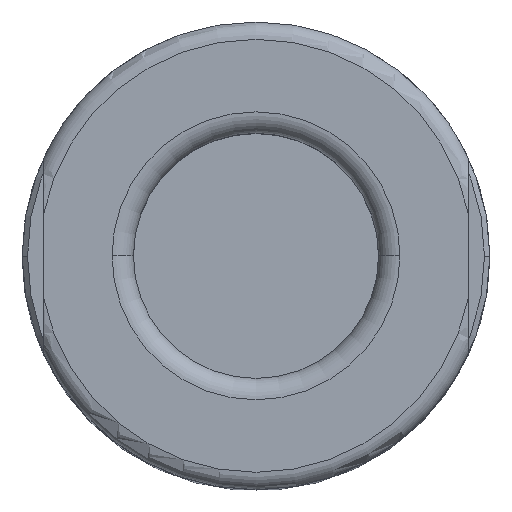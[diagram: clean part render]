
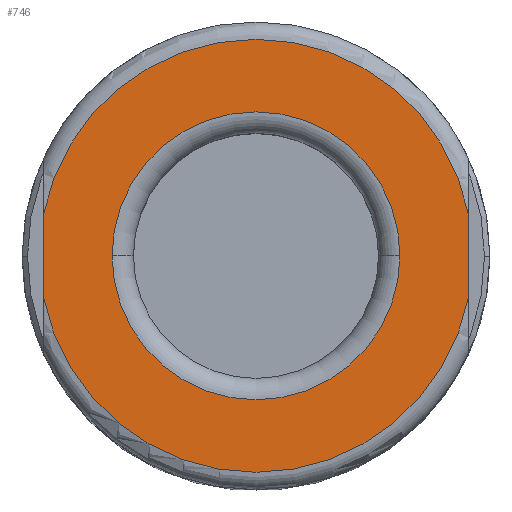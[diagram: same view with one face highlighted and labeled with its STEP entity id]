
A CAD part, top view. The second image highlights one B-rep face of the part: STEP entity #746.
In plain terms, the highlighted planar face has unit normal (0, 0, 1).
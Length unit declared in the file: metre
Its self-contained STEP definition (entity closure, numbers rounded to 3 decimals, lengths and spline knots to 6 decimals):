
#91 = DIRECTION ( 'NONE',  ( 0., 0., -1. ) ) ;
#342 = CARTESIAN_POINT ( 'NONE',  ( 0.00795, -0.0095, 0.0069 ) ) ;
#423 = EDGE_CURVE ( 'NONE', #1326, #8461, #1209, .T. ) ;
#746 = ADVANCED_FACE ( 'NONE', ( #1264, #776 ), #7905, .F. ) ;
#776 = FACE_BOUND ( 'NONE', #3809, .T. ) ;
#933 = VECTOR ( 'NONE', #1113, 1. ) ;
#1113 = DIRECTION ( 'NONE',  ( 0., 1., 0. ) ) ;
#1209 = CIRCLE ( 'NONE', #4534, 0.0081 ) ;
#1264 = FACE_OUTER_BOUND ( 'NONE', #4472, .T. ) ;
#1326 = VERTEX_POINT ( 'NONE', #4732 ) ;
#1365 = CARTESIAN_POINT ( 'NONE',  ( 0., 0., 0.0069 ) ) ;
#1636 = ORIENTED_EDGE ( 'NONE', *, *, #4081, .T. ) ;
#1880 = DIRECTION ( 'NONE',  ( -1., 0., 0. ) ) ;
#2043 = ORIENTED_EDGE ( 'NONE', *, *, #423, .F. ) ;
#2101 = CARTESIAN_POINT ( 'NONE',  ( -0.005385, 0., 0.0069 ) ) ;
#2129 = DIRECTION ( 'NONE',  ( -1., 0., 0. ) ) ;
#2454 = AXIS2_PLACEMENT_3D ( 'NONE', #7361, #2667, #8123 ) ;
#2477 = CARTESIAN_POINT ( 'NONE',  ( 0., 0., 0.0069 ) ) ;
#2589 = DIRECTION ( 'NONE',  ( 0., 0., -1. ) ) ;
#2667 = DIRECTION ( 'NONE',  ( 0., 0., -1. ) ) ;
#2990 = VERTEX_POINT ( 'NONE', #9331 ) ;
#3117 = VERTEX_POINT ( 'NONE', #5624 ) ;
#3336 = DIRECTION ( 'NONE',  ( 0., 0., -1. ) ) ;
#3699 = VERTEX_POINT ( 'NONE', #2101 ) ;
#3788 = VERTEX_POINT ( 'NONE', #7695 ) ;
#3809 = EDGE_LOOP ( 'NONE', ( #1636, #8345 ) ) ;
#3945 = VECTOR ( 'NONE', #6255, 1. ) ;
#4081 = EDGE_CURVE ( 'NONE', #3699, #3117, #7305, .T. ) ;
#4472 = EDGE_LOOP ( 'NONE', ( #2043, #6659, #6164, #5368 ) ) ;
#4534 = AXIS2_PLACEMENT_3D ( 'NONE', #2477, #2589, #1880 ) ;
#4691 = CARTESIAN_POINT ( 'NONE',  ( -0.00795, 0.0095, 0.0069 ) ) ;
#4711 = CIRCLE ( 'NONE', #9125, 0.0081 ) ;
#4732 = CARTESIAN_POINT ( 'NONE',  ( -0.00795, 0.001552, 0.0069 ) ) ;
#4736 = CARTESIAN_POINT ( 'NONE',  ( 0., 0., 0.0069 ) ) ;
#4877 = CARTESIAN_POINT ( 'NONE',  ( 0., 0.005385, 0.0069 ) ) ;
#5082 = LINE ( 'NONE', #342, #933 ) ;
#5368 = ORIENTED_EDGE ( 'NONE', *, *, #6311, .T. ) ;
#5531 = DIRECTION ( 'NONE',  ( -1., 0., 0. ) ) ;
#5624 = CARTESIAN_POINT ( 'NONE',  ( 0.005385, 0., 0.0069 ) ) ;
#5718 = AXIS2_PLACEMENT_3D ( 'NONE', #4736, #91, #5531 ) ;
#6031 = EDGE_CURVE ( 'NONE', #2990, #3788, #4711, .T. ) ;
#6164 = ORIENTED_EDGE ( 'NONE', *, *, #6031, .F. ) ;
#6179 = EDGE_CURVE ( 'NONE', #1326, #3788, #8116, .T. ) ;
#6255 = DIRECTION ( 'NONE',  ( 0., -1., 0. ) ) ;
#6311 = EDGE_CURVE ( 'NONE', #2990, #8461, #5082, .T. ) ;
#6416 = CIRCLE ( 'NONE', #5718, 0.005385 ) ;
#6659 = ORIENTED_EDGE ( 'NONE', *, *, #6179, .T. ) ;
#6828 = DIRECTION ( 'NONE',  ( 0., 0., -1. ) ) ;
#7305 = CIRCLE ( 'NONE', #2454, 0.005385 ) ;
#7361 = CARTESIAN_POINT ( 'NONE',  ( 0., 0., 0.0069 ) ) ;
#7480 = AXIS2_PLACEMENT_3D ( 'NONE', #4877, #3336, #7806 ) ;
#7695 = CARTESIAN_POINT ( 'NONE',  ( -0.00795, -0.001552, 0.0069 ) ) ;
#7771 = EDGE_CURVE ( 'NONE', #3117, #3699, #6416, .T. ) ;
#7806 = DIRECTION ( 'NONE',  ( -1., 0., 0. ) ) ;
#7905 = PLANE ( 'NONE',  #7480 ) ;
#8116 = LINE ( 'NONE', #4691, #3945 ) ;
#8123 = DIRECTION ( 'NONE',  ( -1., 0., 0. ) ) ;
#8345 = ORIENTED_EDGE ( 'NONE', *, *, #7771, .T. ) ;
#8461 = VERTEX_POINT ( 'NONE', #9597 ) ;
#9125 = AXIS2_PLACEMENT_3D ( 'NONE', #1365, #6828, #2129 ) ;
#9331 = CARTESIAN_POINT ( 'NONE',  ( 0.00795, -0.001552, 0.0069 ) ) ;
#9597 = CARTESIAN_POINT ( 'NONE',  ( 0.00795, 0.001552, 0.0069 ) ) ;
